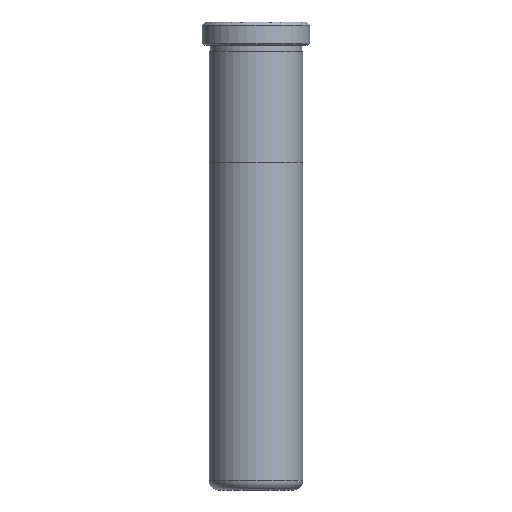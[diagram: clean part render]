
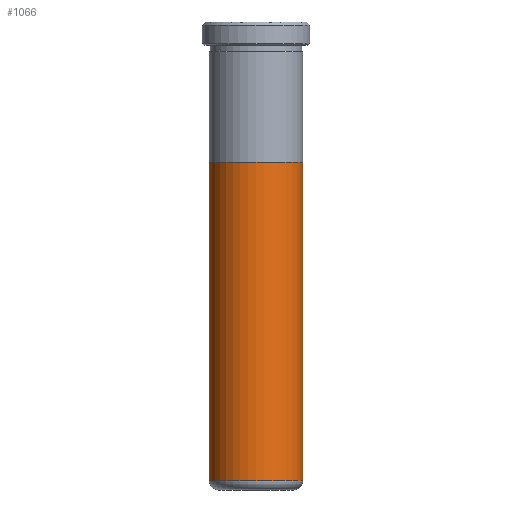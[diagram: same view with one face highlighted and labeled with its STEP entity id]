
A CAD part, front view. The second image highlights one B-rep face of the part: STEP entity #1066.
In plain terms, the highlighted cylindrical face has radius 9.995 mm (diameter 19.99 mm), a partial arc.
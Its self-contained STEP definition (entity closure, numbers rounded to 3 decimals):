
#12 = CARTESIAN_POINT ( 'NONE',  ( -9.995, 0., 70. ) ) ;
#54 = EDGE_CURVE ( 'NONE', #150, #329, #429, .T. ) ;
#121 = CARTESIAN_POINT ( 'NONE',  ( 9.995, 0., 95. ) ) ;
#150 = VERTEX_POINT ( 'NONE', #12 ) ;
#183 = VERTEX_POINT ( 'NONE', #1459 ) ;
#265 = CARTESIAN_POINT ( 'NONE',  ( 9.995, 0., 2. ) ) ;
#329 = VERTEX_POINT ( 'NONE', #796 ) ;
#351 = ORIENTED_EDGE ( 'NONE', *, *, #430, .F. ) ;
#379 = DIRECTION ( 'NONE',  ( 0., 0., -1. ) ) ;
#381 = AXIS2_PLACEMENT_3D ( 'NONE', #1375, #706, #1483 ) ;
#420 = ORIENTED_EDGE ( 'NONE', *, *, #491, .T. ) ;
#429 = LINE ( 'NONE', #633, #982 ) ;
#430 = EDGE_CURVE ( 'NONE', #150, #183, #891, .T. ) ;
#476 = ORIENTED_EDGE ( 'NONE', *, *, #513, .F. ) ;
#478 = CIRCLE ( 'NONE', #1088, 9.995 ) ;
#491 = EDGE_CURVE ( 'NONE', #329, #1235, #478, .T. ) ;
#513 = EDGE_CURVE ( 'NONE', #183, #1235, #785, .T. ) ;
#629 = CARTESIAN_POINT ( 'NONE',  ( 0., 0., 2. ) ) ;
#633 = CARTESIAN_POINT ( 'NONE',  ( -9.995, 0., 95. ) ) ;
#653 = EDGE_LOOP ( 'NONE', ( #476, #351, #1302, #420 ) ) ;
#694 = AXIS2_PLACEMENT_3D ( 'NONE', #1298, #726, #839 ) ;
#706 = DIRECTION ( 'NONE',  ( 0., 0., 1. ) ) ;
#726 = DIRECTION ( 'NONE',  ( 0., 0., -1. ) ) ;
#727 = DIRECTION ( 'NONE',  ( 1., 0., 0. ) ) ;
#785 = LINE ( 'NONE', #121, #1062 ) ;
#796 = CARTESIAN_POINT ( 'NONE',  ( -9.995, 0., 2. ) ) ;
#839 = DIRECTION ( 'NONE',  ( -1., 0., 0. ) ) ;
#842 = DIRECTION ( 'NONE',  ( 0., 0., -1. ) ) ;
#891 = CIRCLE ( 'NONE', #381, 9.995 ) ;
#982 = VECTOR ( 'NONE', #379, 1000. ) ;
#1062 = VECTOR ( 'NONE', #842, 1000. ) ;
#1066 = ADVANCED_FACE ( 'NONE', ( #1368 ), #1085, .T. ) ;
#1085 = CYLINDRICAL_SURFACE ( 'NONE', #694, 9.995 ) ;
#1088 = AXIS2_PLACEMENT_3D ( 'NONE', #629, #1398, #727 ) ;
#1235 = VERTEX_POINT ( 'NONE', #265 ) ;
#1298 = CARTESIAN_POINT ( 'NONE',  ( 0., 0., 95. ) ) ;
#1302 = ORIENTED_EDGE ( 'NONE', *, *, #54, .T. ) ;
#1368 = FACE_OUTER_BOUND ( 'NONE', #653, .T. ) ;
#1375 = CARTESIAN_POINT ( 'NONE',  ( 0., 0., 70. ) ) ;
#1398 = DIRECTION ( 'NONE',  ( 0., 0., 1. ) ) ;
#1459 = CARTESIAN_POINT ( 'NONE',  ( 9.995, 0., 70. ) ) ;
#1483 = DIRECTION ( 'NONE',  ( 1., 0., 0. ) ) ;
